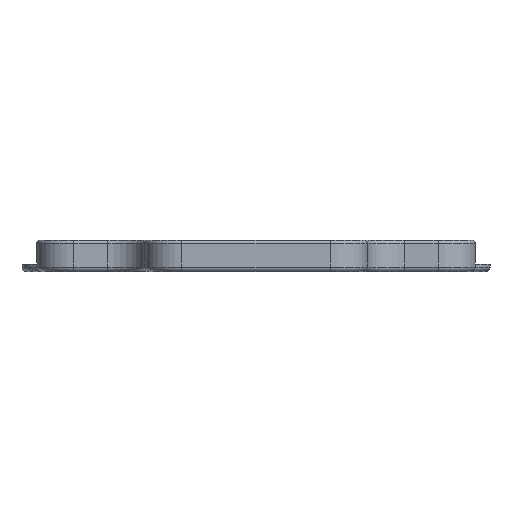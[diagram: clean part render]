
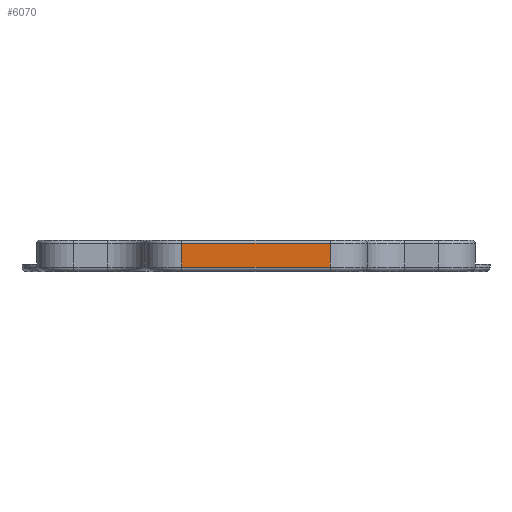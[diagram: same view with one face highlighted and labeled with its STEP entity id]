
A CAD part, front view. The second image highlights one B-rep face of the part: STEP entity #6070.
In plain terms, the highlighted planar face has unit normal (0, -1, 0).
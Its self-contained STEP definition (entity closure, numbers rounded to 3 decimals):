
#2405 = VERTEX_POINT('',#2406);
#2406 = CARTESIAN_POINT('',(-50.,-154.7,3.));
#2432 = VERTEX_POINT('',#2433);
#2433 = CARTESIAN_POINT('',(50.,-154.7,3.));
#2459 = EDGE_CURVE('',#2432,#2405,#2460,.T.);
#2460 = LINE('',#2461,#2462);
#2461 = CARTESIAN_POINT('',(50.,-154.7,3.));
#2462 = VECTOR('',#2463,1.);
#2463 = DIRECTION('',(-1.,-0.,-0.));
#4446 = VERTEX_POINT('',#4447);
#4447 = CARTESIAN_POINT('',(-50.,-154.7,19.));
#4529 = EDGE_CURVE('',#4446,#4530,#4532,.T.);
#4530 = VERTEX_POINT('',#4531);
#4531 = CARTESIAN_POINT('',(50.,-154.7,19.));
#4532 = LINE('',#4533,#4534);
#4533 = CARTESIAN_POINT('',(-50.,-154.7,19.));
#4534 = VECTOR('',#4535,1.);
#4535 = DIRECTION('',(1.,0.,0.));
#6042 = EDGE_CURVE('',#2405,#4446,#6043,.T.);
#6043 = LINE('',#6044,#6045);
#6044 = CARTESIAN_POINT('',(-50.,-154.7,0.));
#6045 = VECTOR('',#6046,1.);
#6046 = DIRECTION('',(0.,0.,1.));
#6057 = EDGE_CURVE('',#2432,#4530,#6058,.T.);
#6058 = LINE('',#6059,#6060);
#6059 = CARTESIAN_POINT('',(50.,-154.7,0.));
#6060 = VECTOR('',#6061,1.);
#6061 = DIRECTION('',(0.,0.,1.));
#6070 = ADVANCED_FACE('',(#6071),#6077,.F.);
#6071 = FACE_BOUND('',#6072,.F.);
#6072 = EDGE_LOOP('',(#6073,#6074,#6075,#6076));
#6073 = ORIENTED_EDGE('',*,*,#6042,.T.);
#6074 = ORIENTED_EDGE('',*,*,#4529,.T.);
#6075 = ORIENTED_EDGE('',*,*,#6057,.F.);
#6076 = ORIENTED_EDGE('',*,*,#2459,.T.);
#6077 = PLANE('',#6078);
#6078 = AXIS2_PLACEMENT_3D('',#6079,#6080,#6081);
#6079 = CARTESIAN_POINT('',(-50.,-154.7,0.));
#6080 = DIRECTION('',(0.,1.,0.));
#6081 = DIRECTION('',(1.,0.,0.));
